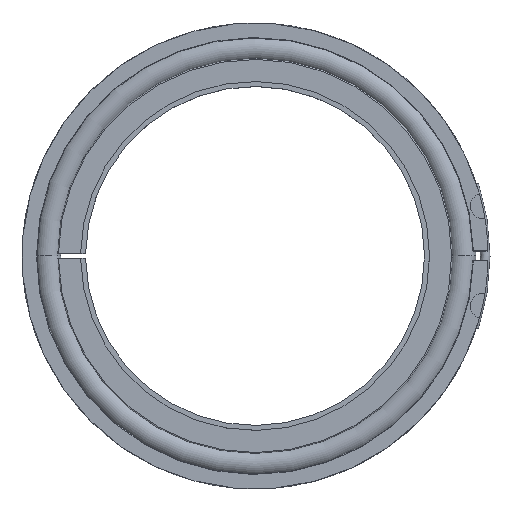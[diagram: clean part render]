
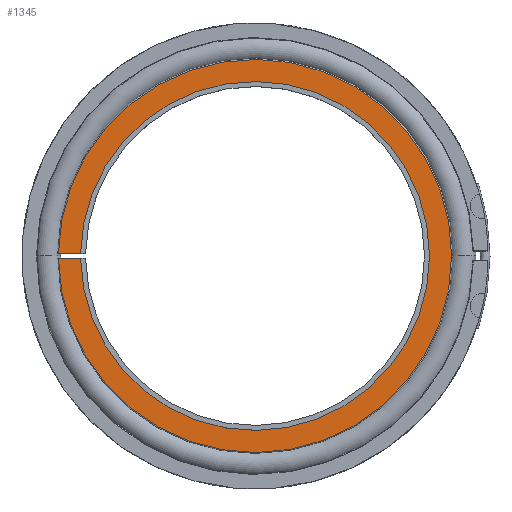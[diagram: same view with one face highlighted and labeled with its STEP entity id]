
A CAD part, top view. The second image highlights one B-rep face of the part: STEP entity #1345.
In plain terms, the highlighted planar face has unit normal (0, 0, 1).
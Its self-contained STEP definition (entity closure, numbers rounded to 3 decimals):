
#28 = DIRECTION ( 'NONE',  ( 0., 0., 1. ) ) ;
#40 = CARTESIAN_POINT ( 'NONE',  ( -34.996, -0.5, 1.95 ) ) ;
#44 = DIRECTION ( 'NONE',  ( 0., 0., 1. ) ) ;
#49 = DIRECTION ( 'NONE',  ( -1., 0., 0. ) ) ;
#65 = ORIENTED_EDGE ( 'NONE', *, *, #2004, .F. ) ;
#87 = VERTEX_POINT ( 'NONE', #40 ) ;
#88 = EDGE_LOOP ( 'NONE', ( #1758, #1234, #2073, #65, #2712, #445 ) ) ;
#89 = DIRECTION ( 'NONE',  ( 0., 0., 1. ) ) ;
#131 = EDGE_CURVE ( 'NONE', #483, #2332, #2510, .T. ) ;
#249 = LINE ( 'NONE', #2618, #2456 ) ;
#272 = AXIS2_PLACEMENT_3D ( 'NONE', #842, #2348, #1060 ) ;
#273 = AXIS2_PLACEMENT_3D ( 'NONE', #1326, #28, #1475 ) ;
#281 = CARTESIAN_POINT ( 'NONE',  ( 35., 0., 1.95 ) ) ;
#314 = DIRECTION ( 'NONE',  ( 1., 0., 0. ) ) ;
#316 = VERTEX_POINT ( 'NONE', #1129 ) ;
#431 = DIRECTION ( 'NONE',  ( 0., 0., 1. ) ) ;
#441 = CARTESIAN_POINT ( 'NONE',  ( -39.441, 0.5, 1.95 ) ) ;
#442 = EDGE_CURVE ( 'NONE', #87, #587, #1565, .T. ) ;
#445 = ORIENTED_EDGE ( 'NONE', *, *, #2549, .T. ) ;
#483 = VERTEX_POINT ( 'NONE', #2454 ) ;
#587 = VERTEX_POINT ( 'NONE', #281 ) ;
#629 = CIRCLE ( 'NONE', #2050, 39.444 ) ;
#656 = DIRECTION ( 'NONE',  ( 1., 0., 0. ) ) ;
#691 = LINE ( 'NONE', #1589, #1832 ) ;
#727 = VERTEX_POINT ( 'NONE', #1842 ) ;
#769 = AXIS2_PLACEMENT_3D ( 'NONE', #1375, #89, #1594 ) ;
#824 = EDGE_CURVE ( 'NONE', #727, #483, #629, .T. ) ;
#842 = CARTESIAN_POINT ( 'NONE',  ( -39.444, 0., 1.95 ) ) ;
#1046 = FACE_OUTER_BOUND ( 'NONE', #88, .T. ) ;
#1060 = DIRECTION ( 'NONE',  ( -1., 0., 0. ) ) ;
#1129 = CARTESIAN_POINT ( 'NONE',  ( -34.996, 0.5, 1.95 ) ) ;
#1136 = EDGE_CURVE ( 'NONE', #2332, #316, #691, .T. ) ;
#1234 = ORIENTED_EDGE ( 'NONE', *, *, #131, .T. ) ;
#1326 = CARTESIAN_POINT ( 'NONE',  ( 0., 0., 1.95 ) ) ;
#1335 = CARTESIAN_POINT ( 'NONE',  ( 0., 0., 1.95 ) ) ;
#1345 = ADVANCED_FACE ( 'NONE', ( #1046 ), #2232, .F. ) ;
#1375 = CARTESIAN_POINT ( 'NONE',  ( 0., 0., 1.95 ) ) ;
#1475 = DIRECTION ( 'NONE',  ( 1., 0., 0. ) ) ;
#1565 = CIRCLE ( 'NONE', #769, 35. ) ;
#1589 = CARTESIAN_POINT ( 'NONE',  ( -39.444, 0.5, 1.95 ) ) ;
#1594 = DIRECTION ( 'NONE',  ( 1., 0., 0. ) ) ;
#1705 = CARTESIAN_POINT ( 'NONE',  ( 0., 0., 1.95 ) ) ;
#1758 = ORIENTED_EDGE ( 'NONE', *, *, #824, .T. ) ;
#1832 = VECTOR ( 'NONE', #314, 1000. ) ;
#1842 = CARTESIAN_POINT ( 'NONE',  ( -39.441, -0.5, 1.95 ) ) ;
#1929 = DIRECTION ( 'NONE',  ( 1., 0., 0. ) ) ;
#2004 = EDGE_CURVE ( 'NONE', #587, #316, #2567, .T. ) ;
#2050 = AXIS2_PLACEMENT_3D ( 'NONE', #1335, #44, #656 ) ;
#2073 = ORIENTED_EDGE ( 'NONE', *, *, #1136, .T. ) ;
#2232 = PLANE ( 'NONE',  #272 ) ;
#2332 = VERTEX_POINT ( 'NONE', #441 ) ;
#2348 = DIRECTION ( 'NONE',  ( 0., 0., -1. ) ) ;
#2454 = CARTESIAN_POINT ( 'NONE',  ( 39.444, 0., 1.95 ) ) ;
#2456 = VECTOR ( 'NONE', #49, 1000. ) ;
#2510 = CIRCLE ( 'NONE', #273, 39.444 ) ;
#2549 = EDGE_CURVE ( 'NONE', #87, #727, #249, .T. ) ;
#2567 = CIRCLE ( 'NONE', #2731, 35. ) ;
#2618 = CARTESIAN_POINT ( 'NONE',  ( -39.444, -0.5, 1.95 ) ) ;
#2712 = ORIENTED_EDGE ( 'NONE', *, *, #442, .F. ) ;
#2731 = AXIS2_PLACEMENT_3D ( 'NONE', #1705, #431, #1929 ) ;
